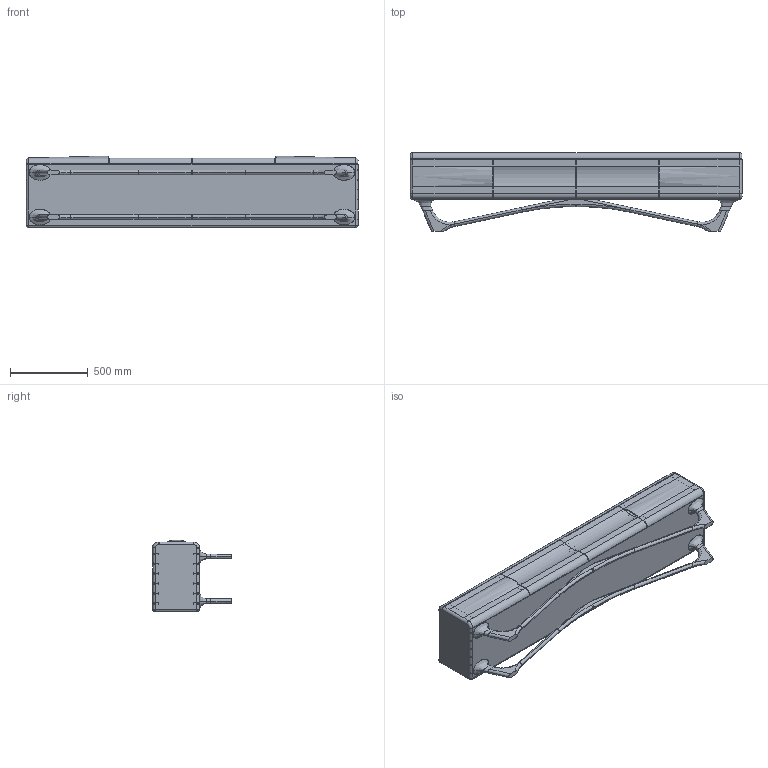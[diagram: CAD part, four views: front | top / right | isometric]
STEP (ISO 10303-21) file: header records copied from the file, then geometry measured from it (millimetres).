
FILE_DESCRIPTION (( 'STEP AP203' ), '1' );
FILE_NAME ('0. Antoni Lowboard 200 - sklop.STEP', '2023-11-23T10:32:33', ( '' ), ( '' ), 'SwSTEP 2.0', 'SolidWorks 2023', '' );
FILE_SCHEMA (( 'CONFIG_CONTROL_DESIGN' ));
Length unit declared in the file: millimetre
Products named in the file (1): 0. Antoni Lowboard 200 - sklop
Bounding box: 2134.6 x 507 x 462.8 mm (x, y, z)
Volume: 81105867.4 mm3; surface area: 12152881.6 mm2
Topology: 139 solids, 143 shells, 2546 faces, 5783 edges, 3702 vertices
Faces by surface type: cylinder 1054, plane 1050, cone 336, bspline 74, torus 28, sphere 4
Entity records: 78728 total; most frequent: CARTESIAN_POINT 19688, DIRECTION 12931, ORIENTED_EDGE 11526, EDGE_CURVE 5763, AXIS2_PLACEMENT_3D 4933, VERTEX_POINT 3702, LINE 3065, VECTOR 3065
